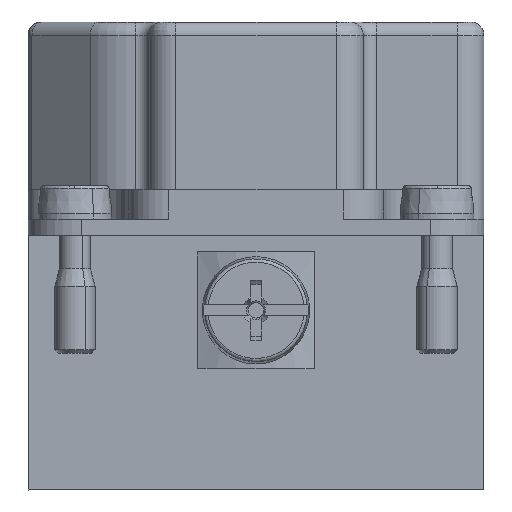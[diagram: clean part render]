
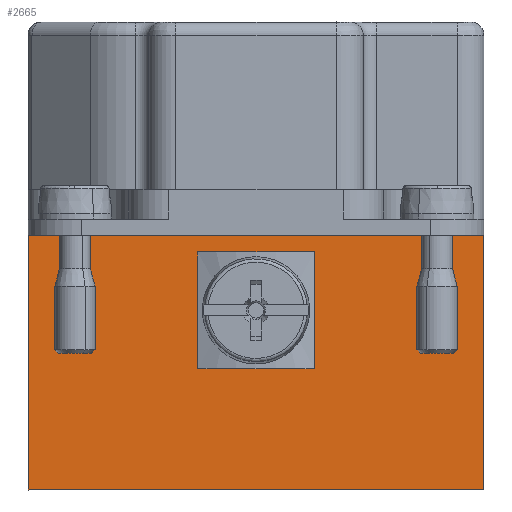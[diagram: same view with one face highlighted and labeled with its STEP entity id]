
A CAD part, left-side view. The second image highlights one B-rep face of the part: STEP entity #2665.
In plain terms, the highlighted planar face has unit normal (-1, 0, 0).
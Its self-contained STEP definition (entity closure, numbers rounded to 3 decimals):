
#2665=ADVANCED_FACE('F1',(#6785,#6786),#3430,.F.);
#3430=PLANE('',#15467);
#3933=LINE('',#20108,#5343);
#3934=LINE('',#20111,#5344);
#3935=LINE('',#20113,#5345);
#3936=LINE('',#20115,#5346);
#5343=VECTOR('',#16535,1.);
#5344=VECTOR('',#16536,1.);
#5345=VECTOR('',#16537,1.);
#5346=VECTOR('',#16538,1.);
#6785=FACE_BOUND('',#6885,.T.);
#6786=FACE_BOUND('',#6886,.T.);
#6885=EDGE_LOOP('',(#7707));
#6886=EDGE_LOOP('',(#7708,#7709,#7710,#7711));
#7707=ORIENTED_EDGE('',*,*,#13095,.T.);
#7708=ORIENTED_EDGE('',*,*,#13096,.F.);
#7709=ORIENTED_EDGE('',*,*,#13097,.T.);
#7710=ORIENTED_EDGE('',*,*,#13098,.F.);
#7711=ORIENTED_EDGE('',*,*,#13099,.T.);
#11771=VERTEX_POINT('',#20107);
#11772=VERTEX_POINT('',#20109);
#11773=VERTEX_POINT('',#20110);
#11774=VERTEX_POINT('',#20112);
#11775=VERTEX_POINT('',#20114);
#13095=EDGE_CURVE('',#11771,#11771,#15127,.T.);
#13096=EDGE_CURVE('',#11772,#11773,#3933,.T.);
#13097=EDGE_CURVE('',#11772,#11774,#3934,.T.);
#13098=EDGE_CURVE('',#11775,#11774,#3935,.T.);
#13099=EDGE_CURVE('',#11775,#11773,#3936,.T.);
#15127=CIRCLE('',#15466,2.);
#15466=AXIS2_PLACEMENT_3D('',#20106,#16533,#16534);
#15467=AXIS2_PLACEMENT_3D('',#20116,#16539,#16540);
#16533=DIRECTION('',(1.,0.,0.));
#16534=DIRECTION('',(0.,0.,-1.));
#16535=DIRECTION('',(0.,-1.,0.));
#16536=DIRECTION('',(0.,0.,-1.));
#16537=DIRECTION('',(0.,1.,0.));
#16538=DIRECTION('',(0.,0.,1.));
#16539=DIRECTION('',(1.,0.,0.));
#16540=DIRECTION('',(0.,1.,0.));
#20106=CARTESIAN_POINT('',(-71.6,0.,-143.7));
#20107=CARTESIAN_POINT('',(-71.6,0.,-145.7));
#20108=CARTESIAN_POINT('',(-71.6,17.,-138.1));
#20109=CARTESIAN_POINT('',(-71.6,17.,-138.1));
#20110=CARTESIAN_POINT('',(-71.6,-17.,-138.1));
#20111=CARTESIAN_POINT('',(-71.6,17.,-157.3));
#20112=CARTESIAN_POINT('',(-71.6,17.,-157.1));
#20113=CARTESIAN_POINT('',(-71.6,18.05,-157.1));
#20114=CARTESIAN_POINT('',(-71.6,-17.,-157.1));
#20115=CARTESIAN_POINT('',(-71.6,-17.,-139.197));
#20116=CARTESIAN_POINT('',(-71.6,-8.2,-157.605));
